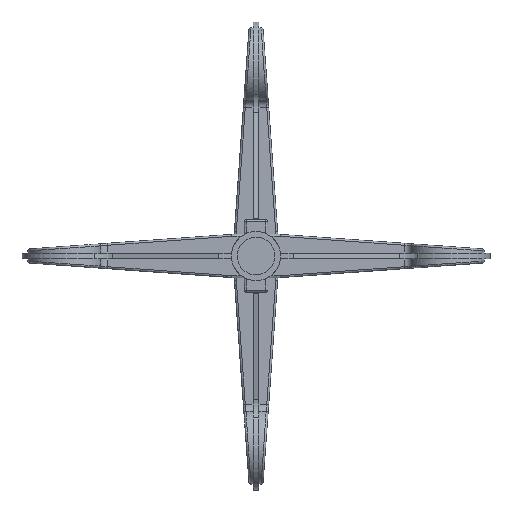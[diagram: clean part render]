
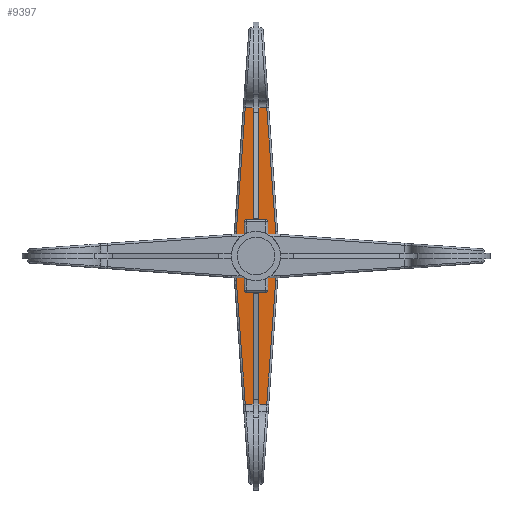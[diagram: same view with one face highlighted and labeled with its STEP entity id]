
A CAD part, front view. The second image highlights one B-rep face of the part: STEP entity #9397.
In plain terms, the highlighted free-form (B-spline) face has degree [1, 1] with [2, 2] control points.
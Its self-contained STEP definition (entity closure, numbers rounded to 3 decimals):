
#9397 = ADVANCED_FACE('',(#9398),#9512,.F.);
#9398 = FACE_BOUND('',#9399,.T.);
#9399 = EDGE_LOOP('',(#9400,#9409,#9416,#9423,#9430,#9437,#9444,#9451,
    #9458,#9465,#9472,#9479,#9486,#9493,#9500,#9507));
#9400 = ORIENTED_EDGE('',*,*,#9401,.T.);
#9401 = EDGE_CURVE('',#9402,#9404,#9406,.T.);
#9402 = VERTEX_POINT('',#9403);
#9403 = CARTESIAN_POINT('',(-11.024,0.,
    13.74));
#9404 = VERTEX_POINT('',#9405);
#9405 = CARTESIAN_POINT('',(-11.024,0.,
    -13.74));
#9406 = B_SPLINE_CURVE_WITH_KNOTS('',1,(#9407,#9408),.UNSPECIFIED.,.F.,
  .F.,(2,2),(-12.464,12.464),.PIECEWISE_BEZIER_KNOTS.);
#9407 = CARTESIAN_POINT('',(-11.024,0.,
    13.74));
#9408 = CARTESIAN_POINT('',(-11.024,0.,
    -13.74));
#9409 = ORIENTED_EDGE('',*,*,#9410,.T.);
#9410 = EDGE_CURVE('',#9404,#9411,#9413,.T.);
#9411 = VERTEX_POINT('',#9412);
#9412 = CARTESIAN_POINT('',(-6.026,0.,
    -83.05));
#9413 = B_SPLINE_CURVE_WITH_KNOTS('',1,(#9414,#9415),.UNSPECIFIED.,.F.,
  .F.,(2,2),(-62.964,0.072),
  .PIECEWISE_BEZIER_KNOTS.);
#9414 = CARTESIAN_POINT('',(-11.024,0.,
    -13.74));
#9415 = CARTESIAN_POINT('',(-6.026,0.,
    -83.05));
#9416 = ORIENTED_EDGE('',*,*,#9417,.T.);
#9417 = EDGE_CURVE('',#9411,#9418,#9420,.T.);
#9418 = VERTEX_POINT('',#9419);
#9419 = CARTESIAN_POINT('',(-1.654,0.,
    -83.05));
#9420 = B_SPLINE_CURVE_WITH_KNOTS('',1,(#9421,#9422),.UNSPECIFIED.,.F.,
  .F.,(2,2),(5.534,9.5),.PIECEWISE_BEZIER_KNOTS.);
#9421 = CARTESIAN_POINT('',(-6.026,0.,
    -83.05));
#9422 = CARTESIAN_POINT('',(-1.654,0.,
    -83.05));
#9423 = ORIENTED_EDGE('',*,*,#9424,.T.);
#9424 = EDGE_CURVE('',#9418,#9425,#9427,.T.);
#9425 = VERTEX_POINT('',#9426);
#9426 = CARTESIAN_POINT('',(-1.654,0.,-12.677));
#9427 = B_SPLINE_CURVE_WITH_KNOTS('',1,(#9428,#9429),.UNSPECIFIED.,.F.,
  .F.,(2,2),(-75.336,-11.5),.PIECEWISE_BEZIER_KNOTS.);
#9428 = CARTESIAN_POINT('',(-1.654,0.,
    -83.05));
#9429 = CARTESIAN_POINT('',(-1.654,0.,
    -12.677));
#9430 = ORIENTED_EDGE('',*,*,#9431,.F.);
#9431 = EDGE_CURVE('',#9432,#9425,#9434,.T.);
#9432 = VERTEX_POINT('',#9433);
#9433 = CARTESIAN_POINT('',(1.654,0.,-12.677));
#9434 = B_SPLINE_CURVE_WITH_KNOTS('',1,(#9435,#9436),.UNSPECIFIED.,.F.,
  .F.,(2,2),(9.5,12.5),.PIECEWISE_BEZIER_KNOTS.);
#9435 = CARTESIAN_POINT('',(1.654,0.,-12.677));
#9436 = CARTESIAN_POINT('',(-1.654,0.,-12.677));
#9437 = ORIENTED_EDGE('',*,*,#9438,.F.);
#9438 = EDGE_CURVE('',#9439,#9432,#9441,.T.);
#9439 = VERTEX_POINT('',#9440);
#9440 = CARTESIAN_POINT('',(1.654,0.,
    -83.05));
#9441 = B_SPLINE_CURVE_WITH_KNOTS('',1,(#9442,#9443),.UNSPECIFIED.,.F.,
  .F.,(2,2),(-75.336,-11.5),.PIECEWISE_BEZIER_KNOTS.);
#9442 = CARTESIAN_POINT('',(1.654,0.,
    -83.05));
#9443 = CARTESIAN_POINT('',(1.654,0.,
    -12.677));
#9444 = ORIENTED_EDGE('',*,*,#9445,.T.);
#9445 = EDGE_CURVE('',#9439,#9446,#9448,.T.);
#9446 = VERTEX_POINT('',#9447);
#9447 = CARTESIAN_POINT('',(6.026,0.,
    -83.05));
#9448 = B_SPLINE_CURVE_WITH_KNOTS('',1,(#9449,#9450),.UNSPECIFIED.,.F.,
  .F.,(2,2),(12.5,16.466),.PIECEWISE_BEZIER_KNOTS.);
#9449 = CARTESIAN_POINT('',(1.654,0.,
    -83.05));
#9450 = CARTESIAN_POINT('',(6.026,0.,
    -83.05));
#9451 = ORIENTED_EDGE('',*,*,#9452,.T.);
#9452 = EDGE_CURVE('',#9446,#9453,#9455,.T.);
#9453 = VERTEX_POINT('',#9454);
#9454 = CARTESIAN_POINT('',(11.024,0.,
    -13.74));
#9455 = B_SPLINE_CURVE_WITH_KNOTS('',1,(#9456,#9457),.UNSPECIFIED.,.F.,
  .F.,(2,2),(-63.072,-0.036),
  .PIECEWISE_BEZIER_KNOTS.);
#9456 = CARTESIAN_POINT('',(6.026,0.,
    -83.05));
#9457 = CARTESIAN_POINT('',(11.024,0.,
    -13.74));
#9458 = ORIENTED_EDGE('',*,*,#9459,.T.);
#9459 = EDGE_CURVE('',#9453,#9460,#9462,.T.);
#9460 = VERTEX_POINT('',#9461);
#9461 = CARTESIAN_POINT('',(11.024,0.,
    13.74));
#9462 = B_SPLINE_CURVE_WITH_KNOTS('',1,(#9463,#9464),.UNSPECIFIED.,.F.,
  .F.,(2,2),(-12.464,12.464),.PIECEWISE_BEZIER_KNOTS.);
#9463 = CARTESIAN_POINT('',(11.024,0.,
    -13.74));
#9464 = CARTESIAN_POINT('',(11.024,0.,
    13.74));
#9465 = ORIENTED_EDGE('',*,*,#9466,.T.);
#9466 = EDGE_CURVE('',#9460,#9467,#9469,.T.);
#9467 = VERTEX_POINT('',#9468);
#9468 = CARTESIAN_POINT('',(6.026,0.,
    83.05));
#9469 = B_SPLINE_CURVE_WITH_KNOTS('',1,(#9470,#9471),.UNSPECIFIED.,.F.,
  .F.,(2,2),(10.921,73.957),.PIECEWISE_BEZIER_KNOTS.);
#9470 = CARTESIAN_POINT('',(11.024,0.,
    13.74));
#9471 = CARTESIAN_POINT('',(6.026,0.,
    83.05));
#9472 = ORIENTED_EDGE('',*,*,#9473,.T.);
#9473 = EDGE_CURVE('',#9467,#9474,#9476,.T.);
#9474 = VERTEX_POINT('',#9475);
#9475 = CARTESIAN_POINT('',(1.654,0.,
    83.05));
#9476 = B_SPLINE_CURVE_WITH_KNOTS('',1,(#9477,#9478),.UNSPECIFIED.,.F.,
  .F.,(2,2),(-16.466,-12.5),.PIECEWISE_BEZIER_KNOTS.);
#9477 = CARTESIAN_POINT('',(6.026,0.,
    83.05));
#9478 = CARTESIAN_POINT('',(1.654,0.,
    83.05));
#9479 = ORIENTED_EDGE('',*,*,#9480,.F.);
#9480 = EDGE_CURVE('',#9481,#9474,#9483,.T.);
#9481 = VERTEX_POINT('',#9482);
#9482 = CARTESIAN_POINT('',(1.654,0.,
    12.677));
#9483 = B_SPLINE_CURVE_WITH_KNOTS('',1,(#9484,#9485),.UNSPECIFIED.,.F.,
  .F.,(2,2),(11.5,75.336),.PIECEWISE_BEZIER_KNOTS.);
#9484 = CARTESIAN_POINT('',(1.654,0.,
    12.677));
#9485 = CARTESIAN_POINT('',(1.654,0.,
    83.05));
#9486 = ORIENTED_EDGE('',*,*,#9487,.T.);
#9487 = EDGE_CURVE('',#9481,#9488,#9490,.T.);
#9488 = VERTEX_POINT('',#9489);
#9489 = CARTESIAN_POINT('',(-1.654,0.,
    12.677));
#9490 = B_SPLINE_CURVE_WITH_KNOTS('',1,(#9491,#9492),.UNSPECIFIED.,.F.,
  .F.,(2,2),(9.5,12.5),.PIECEWISE_BEZIER_KNOTS.);
#9491 = CARTESIAN_POINT('',(1.654,0.,
    12.677));
#9492 = CARTESIAN_POINT('',(-1.654,0.,
    12.677));
#9493 = ORIENTED_EDGE('',*,*,#9494,.T.);
#9494 = EDGE_CURVE('',#9488,#9495,#9497,.T.);
#9495 = VERTEX_POINT('',#9496);
#9496 = CARTESIAN_POINT('',(-1.654,0.,
    83.05));
#9497 = B_SPLINE_CURVE_WITH_KNOTS('',1,(#9498,#9499),.UNSPECIFIED.,.F.,
  .F.,(2,2),(11.5,75.336),.PIECEWISE_BEZIER_KNOTS.);
#9498 = CARTESIAN_POINT('',(-1.654,0.,
    12.677));
#9499 = CARTESIAN_POINT('',(-1.654,0.,
    83.05));
#9500 = ORIENTED_EDGE('',*,*,#9501,.T.);
#9501 = EDGE_CURVE('',#9495,#9502,#9504,.T.);
#9502 = VERTEX_POINT('',#9503);
#9503 = CARTESIAN_POINT('',(-6.026,0.,
    83.05));
#9504 = B_SPLINE_CURVE_WITH_KNOTS('',1,(#9505,#9506),.UNSPECIFIED.,.F.,
  .F.,(2,2),(-9.5,-5.534),.PIECEWISE_BEZIER_KNOTS.);
#9505 = CARTESIAN_POINT('',(-1.654,0.,
    83.05));
#9506 = CARTESIAN_POINT('',(-6.026,0.,
    83.05));
#9507 = ORIENTED_EDGE('',*,*,#9508,.T.);
#9508 = EDGE_CURVE('',#9502,#9402,#9509,.T.);
#9509 = B_SPLINE_CURVE_WITH_KNOTS('',1,(#9510,#9511),.UNSPECIFIED.,.F.,
  .F.,(2,2),(-75.539,-12.504),.PIECEWISE_BEZIER_KNOTS.);
#9510 = CARTESIAN_POINT('',(-6.026,0.,
    83.05));
#9511 = CARTESIAN_POINT('',(-11.024,0.,
    13.74));
#9512 = B_SPLINE_SURFACE_WITH_KNOTS('',1,1,(
    (#9513,#9514)
    ,(#9515,#9516
    )),.UNSPECIFIED.,.F.,.F.,.F.,(2,2),(2,2),(-21.,-1.),(-75.336
    ,75.336),.PIECEWISE_BEZIER_KNOTS.);
#9513 = CARTESIAN_POINT('',(11.024,0.,
    -83.05));
#9514 = CARTESIAN_POINT('',(11.024,0.,
    83.05));
#9515 = CARTESIAN_POINT('',(-11.024,0.,
    -83.05));
#9516 = CARTESIAN_POINT('',(-11.024,0.,
    83.05));
